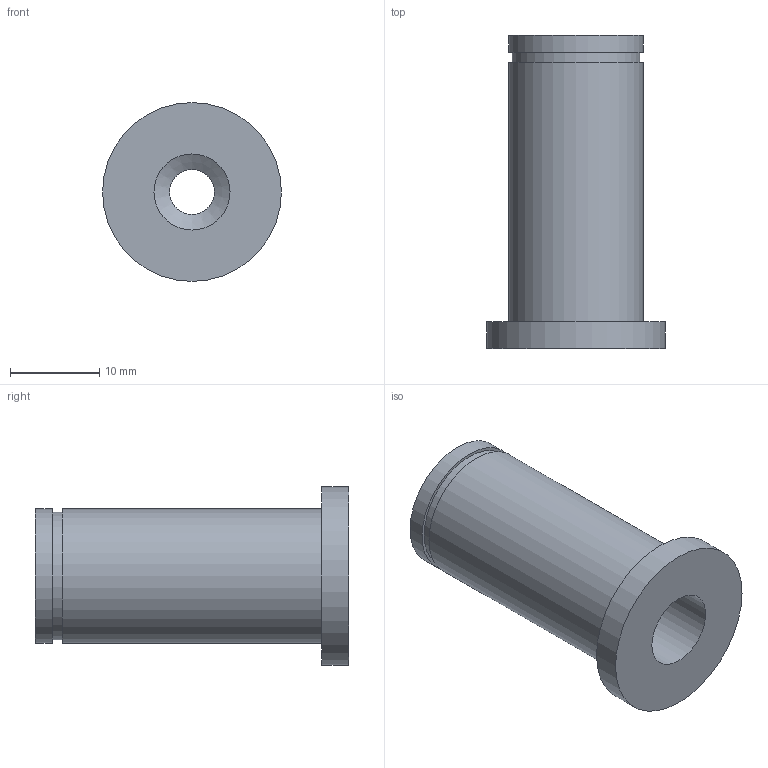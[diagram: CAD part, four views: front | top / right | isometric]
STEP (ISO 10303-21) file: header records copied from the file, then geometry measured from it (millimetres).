
FILE_DESCRIPTION(('STEP AP214'),'1');
FILE_NAME('BMR-012a AXE PALONNIER.step','2016-02-17T20:42:52',(' '),(' '),'Spatial InterOp 3D',' ',' ');
FILE_SCHEMA(('automotive_design'));
Length unit declared in the file: millimetre
Products named in the file (1): AXE PALONNIER
Bounding box: 20 x 35 x 20 mm (x, y, z)
Volume: 5029.7 mm3; surface area: 3095 mm2
Topology: 1 solids, 1 shells, 14 faces, 25 edges, 16 vertices
Faces by surface type: cylinder 7, plane 5, cone 2
Full cylindrical faces by diameter (mm): 5 x1, 8.5 x2, 14.3 x1, 15 x2, 20 x1
Entity records: 417 total; most frequent: DIRECTION 58, CARTESIAN_POINT 43, AXIS2_PLACEMENT_3D 29, EDGE_LOOP 28, ORIENTED_EDGE 28, FACE_OUTER_BOUND 21, STYLED_ITEM 14, PRESENTATION_STYLE_ASSIGNMENT 14
